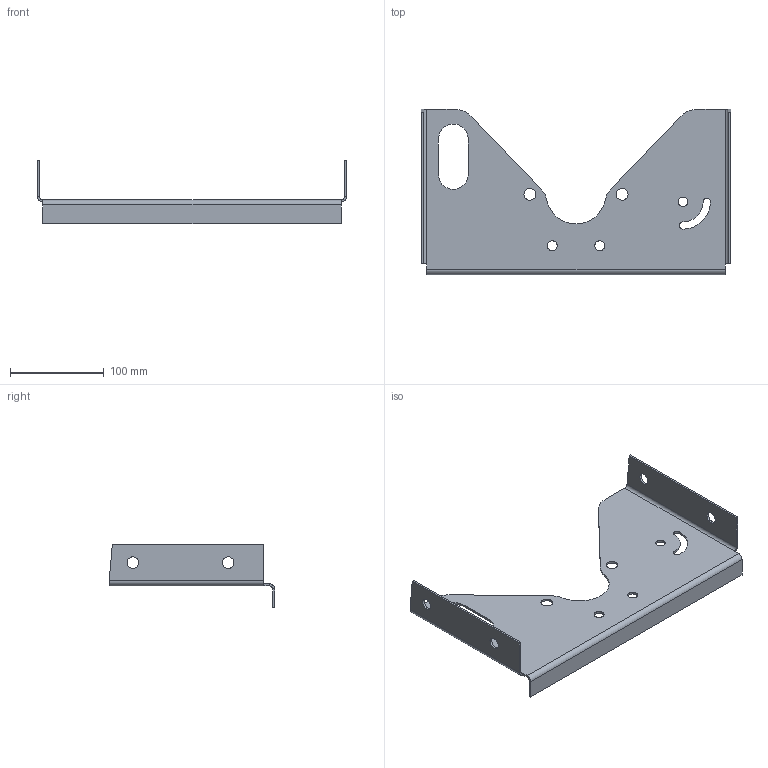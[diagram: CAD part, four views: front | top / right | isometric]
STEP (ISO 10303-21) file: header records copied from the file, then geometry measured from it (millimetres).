
FILE_DESCRIPTION (( 'STEP AP203' ), '1' );
FILE_NAME ('Front_BearingPlate_23_Default_sldprt.STEP', '2023-01-20T01:46:24', ( '' ), ( '' ), 'SwSTEP 2.0', 'SolidWorks 2022', '' );
FILE_SCHEMA (( 'CONFIG_CONTROL_DESIGN' ));
Length unit declared in the file: inch
Products named in the file (1): Front_BearingPlate_23_Default_sldprt
Bounding box: 330.2 x 176.91 x 67.56 mm (x, y, z)
Volume: 136118.6 mm3; surface area: 123513 mm2
Topology: 1 solids, 1 shells, 67 faces, 171 edges, 106 vertices
Faces by surface type: cylinder 36, plane 31
Entity records: 2148 total; most frequent: DIRECTION 379, CARTESIAN_POINT 345, ORIENTED_EDGE 342, EDGE_CURVE 171, AXIS2_PLACEMENT_3D 140, VERTEX_POINT 106, LINE 99, VECTOR 99
